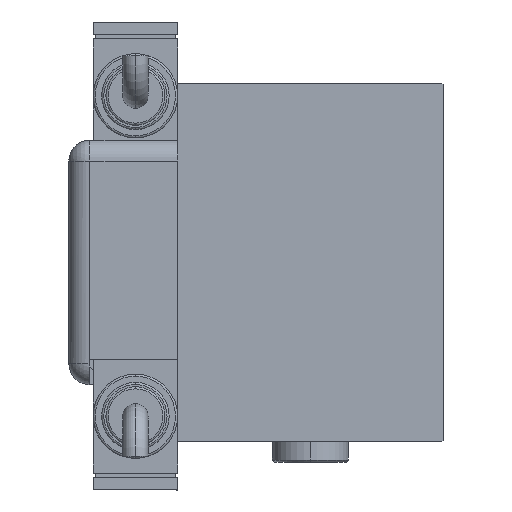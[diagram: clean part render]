
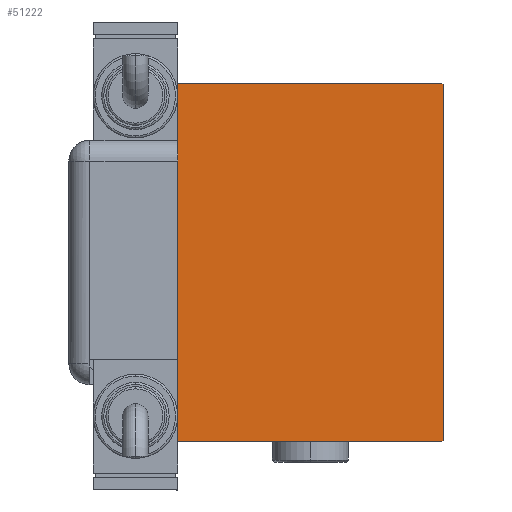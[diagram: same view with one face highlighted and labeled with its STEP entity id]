
A CAD part, left-side view. The second image highlights one B-rep face of the part: STEP entity #51222.
In plain terms, the highlighted face is planar.
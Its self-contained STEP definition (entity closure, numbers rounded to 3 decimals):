
#172 = VECTOR ( 'NONE', #10587, 1000. ) ;
#959 = CARTESIAN_POINT ( 'NONE',  ( 223., 31.2, 42.5 ) ) ;
#1402 = CARTESIAN_POINT ( 'NONE',  ( 223., -36.85, -36.85 ) ) ;
#2223 = CARTESIAN_POINT ( 'NONE',  ( 223., -31.2, 42.5 ) ) ;
#2383 = CARTESIAN_POINT ( 'NONE',  ( 223., 31.5, -42.2 ) ) ;
#4117 = DIRECTION ( 'NONE',  ( 0., 0., -1. ) ) ;
#4532 = VERTEX_POINT ( 'NONE', #9137 ) ;
#6455 = CARTESIAN_POINT ( 'NONE',  ( 223., 36.85, -36.85 ) ) ;
#7203 = CARTESIAN_POINT ( 'NONE',  ( 223., 31.5, 42.5 ) ) ;
#7690 = ORIENTED_EDGE ( 'NONE', *, *, #10934, .T. ) ;
#9025 = CARTESIAN_POINT ( 'NONE',  ( 223., 0., 0. ) ) ;
#9137 = CARTESIAN_POINT ( 'NONE',  ( 223., -31.2, -42.5 ) ) ;
#9161 = VERTEX_POINT ( 'NONE', #11144 ) ;
#10587 = DIRECTION ( 'NONE',  ( 0., -1., 0. ) ) ;
#10934 = EDGE_CURVE ( 'NONE', #12219, #21876, #50212, .T. ) ;
#11144 = CARTESIAN_POINT ( 'NONE',  ( 223., 31.2, -42.5 ) ) ;
#12219 = VERTEX_POINT ( 'NONE', #2383 ) ;
#12857 = LINE ( 'NONE', #31549, #17095 ) ;
#13612 = VECTOR ( 'NONE', #28646, 1000. ) ;
#15162 = LINE ( 'NONE', #42143, #13612 ) ;
#15206 = VERTEX_POINT ( 'NONE', #2223 ) ;
#15704 = CARTESIAN_POINT ( 'NONE',  ( 223., -31.5, -42.5 ) ) ;
#16302 = VERTEX_POINT ( 'NONE', #959 ) ;
#16402 = EDGE_CURVE ( 'NONE', #9161, #12219, #48722, .T. ) ;
#16899 = CARTESIAN_POINT ( 'NONE',  ( 223., -31.5, 42.2 ) ) ;
#17095 = VECTOR ( 'NONE', #50241, 1000. ) ;
#18774 = VECTOR ( 'NONE', #53667, 1000. ) ;
#20508 = CARTESIAN_POINT ( 'NONE',  ( 223., -36.85, 36.85 ) ) ;
#20861 = AXIS2_PLACEMENT_3D ( 'NONE', #9025, #51901, #4117 ) ;
#21797 = EDGE_CURVE ( 'NONE', #21876, #16302, #12857, .T. ) ;
#21876 = VERTEX_POINT ( 'NONE', #37938 ) ;
#23388 = EDGE_CURVE ( 'NONE', #30627, #33066, #15162, .T. ) ;
#25471 = VECTOR ( 'NONE', #41362, 1000. ) ;
#28646 = DIRECTION ( 'NONE',  ( 0., 0., -1. ) ) ;
#28813 = EDGE_LOOP ( 'NONE', ( #34331, #44994, #7690, #50038, #48384, #40761, #41398, #50459 ) ) ;
#30627 = VERTEX_POINT ( 'NONE', #16899 ) ;
#31549 = CARTESIAN_POINT ( 'NONE',  ( 223., 36.85, 36.85 ) ) ;
#32085 = CARTESIAN_POINT ( 'NONE',  ( 223., -31.5, -42.2 ) ) ;
#32604 = FACE_OUTER_BOUND ( 'NONE', #28813, .T. ) ;
#33066 = VERTEX_POINT ( 'NONE', #32085 ) ;
#33598 = LINE ( 'NONE', #1402, #25471 ) ;
#34331 = ORIENTED_EDGE ( 'NONE', *, *, #47647, .T. ) ;
#34897 = CARTESIAN_POINT ( 'NONE',  ( 223., 31.5, -42.5 ) ) ;
#37938 = CARTESIAN_POINT ( 'NONE',  ( 223., 31.5, 42.2 ) ) ;
#38573 = LINE ( 'NONE', #20508, #41121 ) ;
#39068 = LINE ( 'NONE', #7203, #172 ) ;
#39768 = EDGE_CURVE ( 'NONE', #15206, #30627, #38573, .T. ) ;
#40761 = ORIENTED_EDGE ( 'NONE', *, *, #39768, .T. ) ;
#41121 = VECTOR ( 'NONE', #57266, 1000. ) ;
#41362 = DIRECTION ( 'NONE',  ( 0., 0.707, -0.707 ) ) ;
#41398 = ORIENTED_EDGE ( 'NONE', *, *, #23388, .T. ) ;
#41673 = VECTOR ( 'NONE', #53325, 1000. ) ;
#42143 = CARTESIAN_POINT ( 'NONE',  ( 223., -31.5, 42.5 ) ) ;
#42678 = PLANE ( 'NONE',  #20861 ) ;
#43163 = EDGE_CURVE ( 'NONE', #16302, #15206, #39068, .T. ) ;
#44748 = EDGE_CURVE ( 'NONE', #33066, #4532, #33598, .T. ) ;
#44994 = ORIENTED_EDGE ( 'NONE', *, *, #16402, .T. ) ;
#47647 = EDGE_CURVE ( 'NONE', #4532, #9161, #57668, .T. ) ;
#48384 = ORIENTED_EDGE ( 'NONE', *, *, #43163, .T. ) ;
#48722 = LINE ( 'NONE', #6455, #41673 ) ;
#50038 = ORIENTED_EDGE ( 'NONE', *, *, #21797, .T. ) ;
#50212 = LINE ( 'NONE', #34897, #51584 ) ;
#50241 = DIRECTION ( 'NONE',  ( 0., -0.707, 0.707 ) ) ;
#50459 = ORIENTED_EDGE ( 'NONE', *, *, #44748, .T. ) ;
#51222 = ADVANCED_FACE ( 'NONE', ( #32604 ), #42678, .T. ) ;
#51584 = VECTOR ( 'NONE', #53573, 1000. ) ;
#51901 = DIRECTION ( 'NONE',  ( 1., 0., 0. ) ) ;
#53325 = DIRECTION ( 'NONE',  ( 0., 0.707, 0.707 ) ) ;
#53573 = DIRECTION ( 'NONE',  ( 0., 0., 1. ) ) ;
#53667 = DIRECTION ( 'NONE',  ( 0., 1., 0. ) ) ;
#57266 = DIRECTION ( 'NONE',  ( 0., -0.707, -0.707 ) ) ;
#57668 = LINE ( 'NONE', #15704, #18774 ) ;
